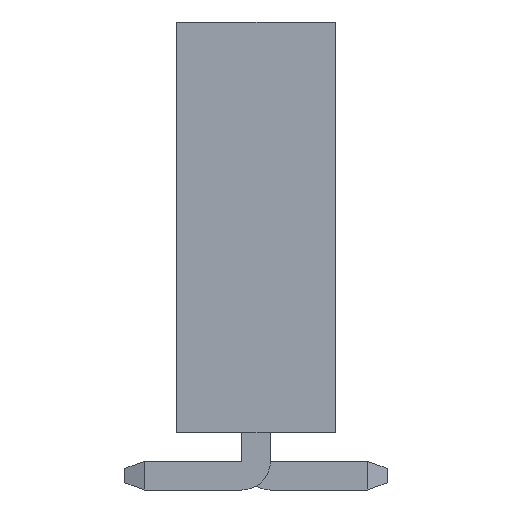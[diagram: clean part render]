
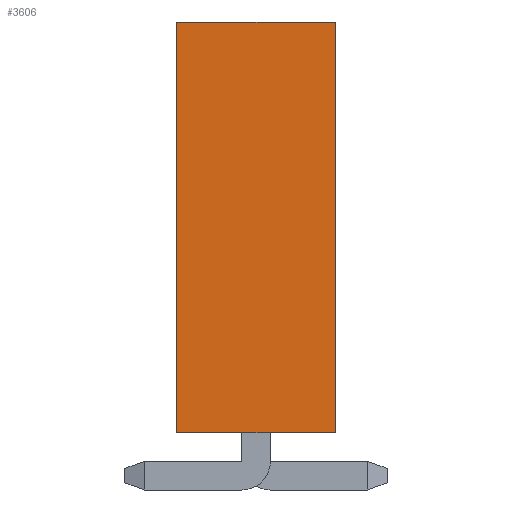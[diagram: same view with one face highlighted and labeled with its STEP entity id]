
A CAD part, left-side view. The second image highlights one B-rep face of the part: STEP entity #3606.
In plain terms, the highlighted planar face has unit normal (-1, 0, 0).
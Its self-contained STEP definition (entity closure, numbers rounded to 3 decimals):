
#170=FACE_OUTER_BOUND('',#406,.T.);
#406=EDGE_LOOP('',(#2731,#2732,#2733,#2734));
#737=LINE('',#5357,#1219);
#741=LINE('',#5365,#1223);
#744=LINE('',#5371,#1226);
#747=LINE('',#5376,#1229);
#1219=VECTOR('',#4361,10.);
#1223=VECTOR('',#4367,10.);
#1226=VECTOR('',#4372,10.);
#1229=VECTOR('',#4377,10.);
#1621=VERTEX_POINT('',#5355);
#1622=VERTEX_POINT('',#5356);
#1625=VERTEX_POINT('',#5364);
#1627=VERTEX_POINT('',#5370);
#2009=EDGE_CURVE('',#1621,#1622,#737,.T.);
#2013=EDGE_CURVE('',#1622,#1625,#741,.T.);
#2016=EDGE_CURVE('',#1625,#1627,#744,.T.);
#2019=EDGE_CURVE('',#1627,#1621,#747,.T.);
#2731=ORIENTED_EDGE('',*,*,#2019,.T.);
#2732=ORIENTED_EDGE('',*,*,#2009,.T.);
#2733=ORIENTED_EDGE('',*,*,#2013,.T.);
#2734=ORIENTED_EDGE('',*,*,#2016,.T.);
#3400=PLANE('',#3846);
#3606=ADVANCED_FACE('',(#170),#3400,.F.);
#3846=AXIS2_PLACEMENT_3D('',#5379,#4381,#4382);
#4361=DIRECTION('',(0.,1.,0.));
#4367=DIRECTION('',(0.,0.,-1.));
#4372=DIRECTION('',(0.,-1.,0.));
#4377=DIRECTION('',(0.,0.,1.));
#4381=DIRECTION('center_axis',(1.,0.,0.));
#4382=DIRECTION('ref_axis',(0.,0.,-1.));
#5355=CARTESIAN_POINT('',(-1.52,-1.27,7.5));
#5356=CARTESIAN_POINT('',(-1.52,1.27,7.5));
#5357=CARTESIAN_POINT('',(-1.52,-1.27,7.5));
#5364=CARTESIAN_POINT('',(-1.52,1.27,0.92));
#5365=CARTESIAN_POINT('',(-1.52,1.27,7.5));
#5370=CARTESIAN_POINT('',(-1.52,-1.27,0.92));
#5371=CARTESIAN_POINT('',(-1.52,1.27,0.92));
#5376=CARTESIAN_POINT('',(-1.52,-1.27,0.92));
#5379=CARTESIAN_POINT('Origin',(-1.52,0.,4.21));
